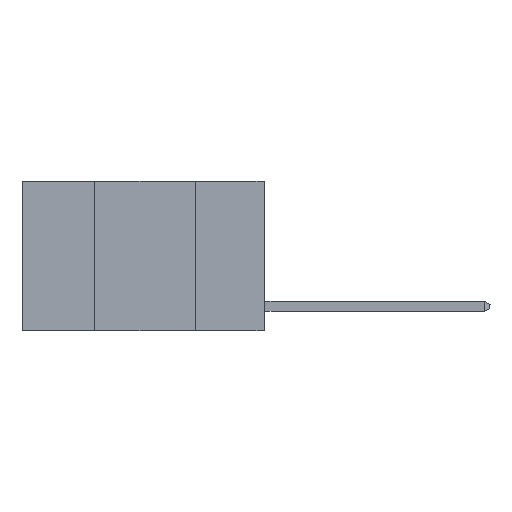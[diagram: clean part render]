
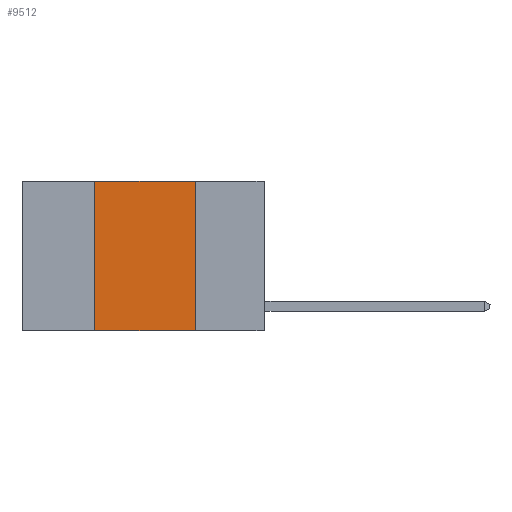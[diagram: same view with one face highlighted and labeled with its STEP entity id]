
A CAD part, left-side view. The second image highlights one B-rep face of the part: STEP entity #9512.
In plain terms, the highlighted planar face has unit normal (-1, 0, 0).
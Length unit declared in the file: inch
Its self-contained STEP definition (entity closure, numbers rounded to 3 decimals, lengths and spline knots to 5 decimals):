
#474 = ORIENTED_EDGE ( 'NONE', *, *, #11445, .F. ) ;
#763 = DIRECTION ( 'NONE',  ( 0., 0., -1. ) ) ;
#803 = VERTEX_POINT ( 'NONE', #16493 ) ;
#2423 = DIRECTION ( 'NONE',  ( 0., 0., 1. ) ) ;
#3041 = CARTESIAN_POINT ( 'NONE',  ( 0., 0.42, 0. ) ) ;
#3890 = VERTEX_POINT ( 'NONE', #9538 ) ;
#4240 = VECTOR ( 'NONE', #11255, 39.37008 ) ;
#4984 = ORIENTED_EDGE ( 'NONE', *, *, #15532, .F. ) ;
#5054 = LINE ( 'NONE', #11175, #12222 ) ;
#5577 = LINE ( 'NONE', #17067, #4240 ) ;
#6556 = PLANE ( 'NONE',  #15132 ) ;
#7028 = EDGE_CURVE ( 'NONE', #803, #14526, #5054, .T. ) ;
#7934 = FACE_OUTER_BOUND ( 'NONE', #8609, .T. ) ;
#8609 = EDGE_LOOP ( 'NONE', ( #4984, #474, #11540, #8677 ) ) ;
#8677 = ORIENTED_EDGE ( 'NONE', *, *, #11868, .T. ) ;
#9512 = ADVANCED_FACE ( 'NONE', ( #7934 ), #6556, .F. ) ;
#9517 = DIRECTION ( 'NONE',  ( 1., 0., 0. ) ) ;
#9538 = CARTESIAN_POINT ( 'NONE',  ( 0., 0.17, 0. ) ) ;
#10122 = VERTEX_POINT ( 'NONE', #17351 ) ;
#10252 = LINE ( 'NONE', #12919, #16017 ) ;
#10905 = CARTESIAN_POINT ( 'NONE',  ( 0., 0.6, 0. ) ) ;
#11175 = CARTESIAN_POINT ( 'NONE',  ( 0., 0.42, 0. ) ) ;
#11255 = DIRECTION ( 'NONE',  ( 0., -1., 0. ) ) ;
#11445 = EDGE_CURVE ( 'NONE', #14526, #3890, #13415, .T. ) ;
#11540 = ORIENTED_EDGE ( 'NONE', *, *, #7028, .F. ) ;
#11619 = VECTOR ( 'NONE', #15127, 39.37008 ) ;
#11868 = EDGE_CURVE ( 'NONE', #803, #10122, #5577, .T. ) ;
#12222 = VECTOR ( 'NONE', #2423, 39.37008 ) ;
#12919 = CARTESIAN_POINT ( 'NONE',  ( 0., 0.17, 0. ) ) ;
#13415 = LINE ( 'NONE', #15066, #11619 ) ;
#14383 = DIRECTION ( 'NONE',  ( 0., 0., -1. ) ) ;
#14526 = VERTEX_POINT ( 'NONE', #3041 ) ;
#15066 = CARTESIAN_POINT ( 'NONE',  ( 0., 0.6, 0. ) ) ;
#15127 = DIRECTION ( 'NONE',  ( 0., -1., 0. ) ) ;
#15132 = AXIS2_PLACEMENT_3D ( 'NONE', #10905, #9517, #763 ) ;
#15532 = EDGE_CURVE ( 'NONE', #3890, #10122, #10252, .T. ) ;
#16017 = VECTOR ( 'NONE', #14383, 39.37008 ) ;
#16493 = CARTESIAN_POINT ( 'NONE',  ( 0., 0.42, -0.37 ) ) ;
#17067 = CARTESIAN_POINT ( 'NONE',  ( 0., 0.6, -0.37 ) ) ;
#17351 = CARTESIAN_POINT ( 'NONE',  ( 0., 0.17, -0.37 ) ) ;
